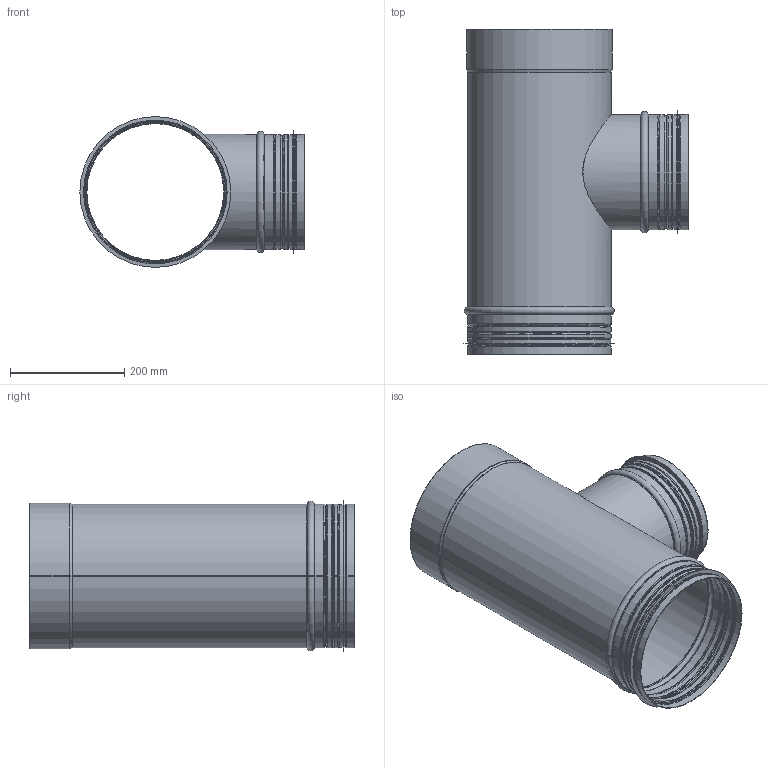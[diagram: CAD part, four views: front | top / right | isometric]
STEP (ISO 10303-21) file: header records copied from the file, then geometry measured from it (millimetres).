
FILE_DESCRIPTION(/* description */ ('Rörämne gren'),/* implementation_level */ '2;1');
FILE_NAME(/* name */ 'HTKH-8.stp',/* time_stamp */ '2016-02-11T07:41:41+01:00',/* author */ ('John'),/* organization */ (''),/* preprocessor_version */ 'ST-DEVELOPER v15.6',/* originating_system */ 'Autodesk Inventor 2015',/* authorisation */ '');
FILE_SCHEMA (('AUTOMOTIVE_DESIGN { 1 0 10303 214 3 1 1 }'));
Length unit declared in the file: millimetre
Products named in the file (7): HTKH-AA-8; HTKH-AB-8; HIK-AA-4; HIK-AA-5; HIK-AB-4; HIK-AB-5; HTKH-8
Assembly tree (6 placements, depth 2):
  HTKH-8
    HTKH-AA-8
    HTKH-AB-8
    HIK-AA-4
    HIK-AA-5
    HIK-AB-4
    HIK-AB-5
Bounding box: 393.3 x 570 x 264.6 mm (x, y, z)
Volume: 601926.9 mm3; surface area: 1165010.8 mm2
Topology: 6 solids, 6 shells, 229 faces, 455 edges, 238 vertices
Faces by surface type: plane 103, torus 60, cylinder 39, cone 22, bspline 5
Full cylindrical faces by diameter (mm): 197 x2, 200.6 x2, 201.6 x1, 214.6 x1, 247 x2, 250.6 x2, 251.6 x1, 264.6 x1
Entity records: 6921 total; most frequent: CARTESIAN_POINT 1852, DIRECTION 1113, ORIENTED_EDGE 854, AXIS2_PLACEMENT_3D 463, EDGE_CURVE 427, EDGE_LOOP 267, VERTEX_POINT 238, STYLED_ITEM 235
